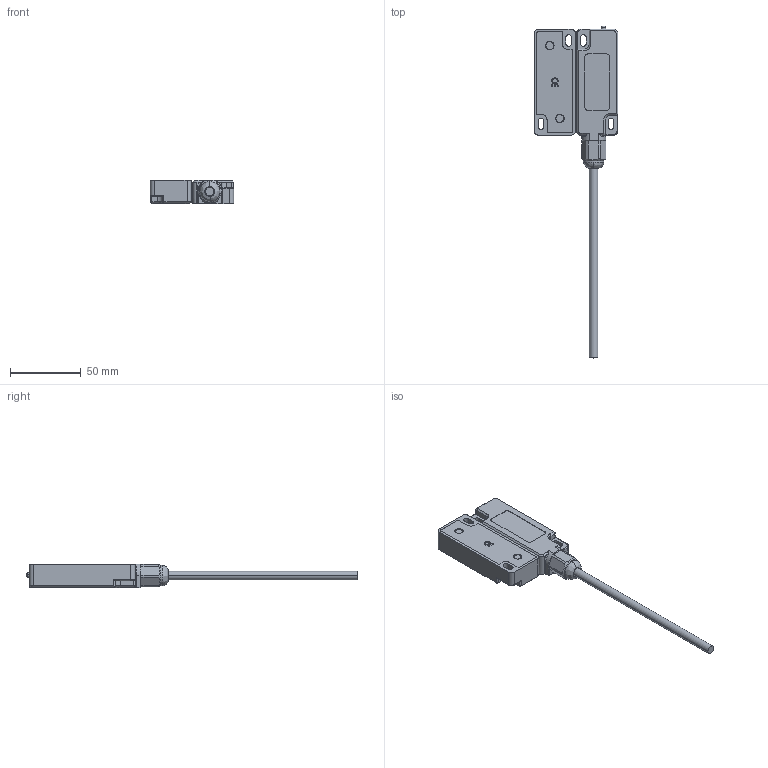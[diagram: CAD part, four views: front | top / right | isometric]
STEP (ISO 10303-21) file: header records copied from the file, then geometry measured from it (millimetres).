
FILE_DESCRIPTION (( 'STEP AP214' ), '1' );
FILE_NAME ('WPC-112018.step', '2017-09-27T14:29:46', ( '' ), ( '' ), 'SwSTEP 2.0', 'SolidWorks 2017', '' );
FILE_SCHEMA (( 'AUTOMOTIVE_DESIGN' ));
Length unit declared in the file: inch
Products named in the file (3): WPC-112018_1; WPC-112018_2; WPC-112018
Assembly tree (2 placements, depth 2):
  WPC-112018
    WPC-112018_1
    WPC-112018_2
Bounding box: 59 x 234.72 x 16.5 mm (x, y, z)
Volume: 36876 mm3; surface area: 37500.3 mm2
Topology: 11 solids, 11 shells, 951 faces, 2471 edges, 1554 vertices
Faces by surface type: plane 420, cylinder 244, bspline 241, cone 46
Entity records: 38996 total; most frequent: CARTESIAN_POINT 17084, ORIENTED_EDGE 4886, DIRECTION 3879, EDGE_CURVE 2443, VERTEX_POINT 1554, LINE 1451, VECTOR 1451, AXIS2_PLACEMENT_3D 1214
